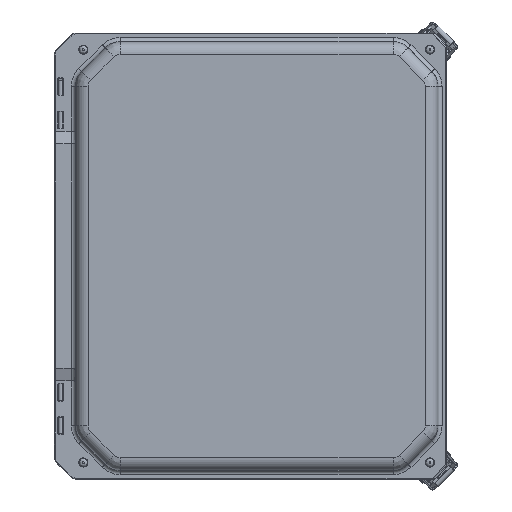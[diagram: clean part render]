
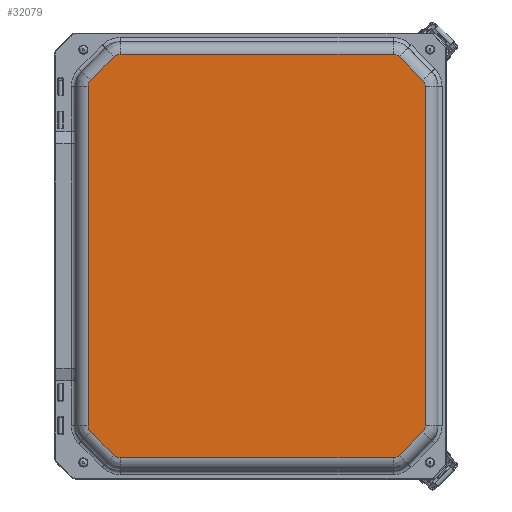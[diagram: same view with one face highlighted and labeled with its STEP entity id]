
A CAD part, top view. The second image highlights one B-rep face of the part: STEP entity #32079.
In plain terms, the highlighted planar face has unit normal (0, 0, 1).
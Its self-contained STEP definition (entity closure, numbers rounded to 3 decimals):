
#4277=LINE($,#71462,#6383);
#4280=LINE($,#71469,#6386);
#4281=LINE($,#71498,#6387);
#4282=LINE($,#71502,#6388);
#4283=LINE($,#71532,#6389);
#4285=LINE($,#71538,#6391);
#4286=LINE($,#71567,#6392);
#4287=LINE($,#71571,#6393);
#6383=VECTOR($,#44828,8.235);
#6386=VECTOR($,#44835,1.013);
#6387=VECTOR($,#44850,1.013);
#6388=VECTOR($,#44855,10.237);
#6389=VECTOR($,#44870,10.237);
#6391=VECTOR($,#44876,1.013);
#6392=VECTOR($,#44891,1.013);
#6393=VECTOR($,#44896,8.235);
#7161=PLANE($,#35783);
#9200=FACE_OUTER_BOUND($,#11310,.T.);
#11310=EDGE_LOOP($,(#28891,#28892,#28893,#28894,#28895,#28896,#28897,#28898,
#28899,#28900,#28901,#28902,#28903,#28904,#28905,#28906));
#12963=CIRCLE($,#35746,0.254);
#12969=CIRCLE($,#35754,0.254);
#12972=CIRCLE($,#35757,0.254);
#12976=CIRCLE($,#35763,0.254);
#12979=CIRCLE($,#35766,0.254);
#12983=CIRCLE($,#35772,0.254);
#12986=CIRCLE($,#35775,0.254);
#12989=CIRCLE($,#35780,0.254);
#15577=VERTEX_POINT($,#71452);
#15578=VERTEX_POINT($,#71454);
#15580=VERTEX_POINT($,#71460);
#15581=VERTEX_POINT($,#71465);
#15583=VERTEX_POINT($,#71479);
#15584=VERTEX_POINT($,#71491);
#15585=VERTEX_POINT($,#71496);
#15586=VERTEX_POINT($,#71500);
#15587=VERTEX_POINT($,#71512);
#15588=VERTEX_POINT($,#71524);
#15590=VERTEX_POINT($,#71530);
#15591=VERTEX_POINT($,#71534);
#15593=VERTEX_POINT($,#71548);
#15594=VERTEX_POINT($,#71560);
#15595=VERTEX_POINT($,#71565);
#15596=VERTEX_POINT($,#71569);
#20079=EDGE_CURVE($,#15577,#15578,#12963,.T.);
#20083=EDGE_CURVE($,#15580,#15577,#4277,.T.);
#20087=EDGE_CURVE($,#15578,#15581,#4280,.T.);
#20089=EDGE_CURVE($,#15583,#15580,#12969,.T.);
#20092=EDGE_CURVE($,#15581,#15584,#12972,.T.);
#20094=EDGE_CURVE($,#15585,#15583,#4281,.T.);
#20096=EDGE_CURVE($,#15584,#15586,#4282,.T.);
#20098=EDGE_CURVE($,#15587,#15585,#12976,.T.);
#20101=EDGE_CURVE($,#15586,#15588,#12979,.T.);
#20103=EDGE_CURVE($,#15590,#15587,#4283,.T.);
#20106=EDGE_CURVE($,#15588,#15591,#4285,.T.);
#20108=EDGE_CURVE($,#15593,#15590,#12983,.T.);
#20111=EDGE_CURVE($,#15591,#15594,#12986,.T.);
#20113=EDGE_CURVE($,#15595,#15593,#4286,.T.);
#20115=EDGE_CURVE($,#15594,#15596,#4287,.T.);
#20116=EDGE_CURVE($,#15596,#15595,#12989,.T.);
#28891=ORIENTED_EDGE($,*,*,#20079,.F.);
#28892=ORIENTED_EDGE($,*,*,#20083,.F.);
#28893=ORIENTED_EDGE($,*,*,#20089,.F.);
#28894=ORIENTED_EDGE($,*,*,#20094,.F.);
#28895=ORIENTED_EDGE($,*,*,#20098,.F.);
#28896=ORIENTED_EDGE($,*,*,#20103,.F.);
#28897=ORIENTED_EDGE($,*,*,#20108,.F.);
#28898=ORIENTED_EDGE($,*,*,#20113,.F.);
#28899=ORIENTED_EDGE($,*,*,#20116,.F.);
#28900=ORIENTED_EDGE($,*,*,#20115,.F.);
#28901=ORIENTED_EDGE($,*,*,#20111,.F.);
#28902=ORIENTED_EDGE($,*,*,#20106,.F.);
#28903=ORIENTED_EDGE($,*,*,#20101,.F.);
#28904=ORIENTED_EDGE($,*,*,#20096,.F.);
#28905=ORIENTED_EDGE($,*,*,#20092,.F.);
#28906=ORIENTED_EDGE($,*,*,#20087,.F.);
#32079=ADVANCED_FACE($,(#9200),#7161,.T.);
#35746=AXIS2_PLACEMENT_3D($,#71455,#44818,#44819);
#35754=AXIS2_PLACEMENT_3D($,#71481,#44838,#44839);
#35757=AXIS2_PLACEMENT_3D($,#71494,#44844,#44845);
#35763=AXIS2_PLACEMENT_3D($,#71514,#44858,#44859);
#35766=AXIS2_PLACEMENT_3D($,#71528,#44864,#44865);
#35772=AXIS2_PLACEMENT_3D($,#71550,#44879,#44880);
#35775=AXIS2_PLACEMENT_3D($,#71563,#44885,#44886);
#35780=AXIS2_PLACEMENT_3D($,#71581,#44897,#44898);
#35783=AXIS2_PLACEMENT_3D($,#71586,#44905,#44906);
#44818=DIRECTION('center_axis',(0.,0.,-1.));
#44819=DIRECTION('ref_axis',(-0.383,-0.924,0.));
#44828=DIRECTION($,(-1.,0.,0.));
#44835=DIRECTION($,(-0.707,0.707,0.));
#44838=DIRECTION('center_axis',(0.,0.,-1.));
#44839=DIRECTION('ref_axis',(0.383,-0.924,0.));
#44844=DIRECTION('center_axis',(0.,0.,-1.));
#44845=DIRECTION('ref_axis',(-0.924,-0.383,0.));
#44850=DIRECTION($,(-0.707,-0.707,0.));
#44855=DIRECTION($,(0.,1.,0.));
#44858=DIRECTION('center_axis',(0.,0.,-1.));
#44859=DIRECTION('ref_axis',(0.924,-0.383,0.));
#44864=DIRECTION('center_axis',(0.,0.,-1.));
#44865=DIRECTION('ref_axis',(-0.924,0.383,0.));
#44870=DIRECTION($,(0.,-1.,0.));
#44876=DIRECTION($,(0.707,0.707,0.));
#44879=DIRECTION('center_axis',(0.,0.,-1.));
#44880=DIRECTION('ref_axis',(0.924,0.383,0.));
#44885=DIRECTION('center_axis',(0.,0.,-1.));
#44886=DIRECTION('ref_axis',(-0.383,0.924,0.));
#44891=DIRECTION($,(0.707,-0.707,0.));
#44896=DIRECTION($,(1.,0.,0.));
#44897=DIRECTION('center_axis',(0.,0.,-1.));
#44898=DIRECTION('ref_axis',(0.383,0.924,0.));
#44905=DIRECTION('center_axis',(0.,0.,1.));
#44906=DIRECTION('ref_axis',(1.,0.,0.));
#71452=CARTESIAN_POINT('',(-3.929,-6.089,1.));
#71454=CARTESIAN_POINT('',(-4.109,-6.015,1.));
#71455=CARTESIAN_POINT('Origin',(-3.929,-5.835,1.));
#71460=CARTESIAN_POINT('',(4.306,-6.089,1.));
#71462=CARTESIAN_POINT($,(4.306,-6.089,1.));
#71465=CARTESIAN_POINT('',(-4.825,-5.298,1.));
#71469=CARTESIAN_POINT($,(-4.109,-6.015,1.));
#71479=CARTESIAN_POINT('',(4.486,-6.015,1.));
#71481=CARTESIAN_POINT('Origin',(4.306,-5.835,1.));
#71491=CARTESIAN_POINT('',(-4.899,-5.119,1.));
#71494=CARTESIAN_POINT('Origin',(-4.645,-5.119,1.));
#71496=CARTESIAN_POINT('',(5.202,-5.298,1.));
#71498=CARTESIAN_POINT($,(5.202,-5.298,1.));
#71500=CARTESIAN_POINT('',(-4.899,5.119,1.));
#71502=CARTESIAN_POINT($,(-4.899,-5.119,1.));
#71512=CARTESIAN_POINT('',(5.276,-5.119,1.));
#71514=CARTESIAN_POINT('Origin',(5.023,-5.119,1.));
#71524=CARTESIAN_POINT('',(-4.825,5.298,1.));
#71528=CARTESIAN_POINT('Origin',(-4.645,5.119,1.));
#71530=CARTESIAN_POINT('',(5.276,5.119,1.));
#71532=CARTESIAN_POINT($,(5.276,5.119,1.));
#71534=CARTESIAN_POINT('',(-4.109,6.015,1.));
#71538=CARTESIAN_POINT($,(-4.825,5.298,1.));
#71548=CARTESIAN_POINT('',(5.202,5.298,1.));
#71550=CARTESIAN_POINT('Origin',(5.022,5.119,1.));
#71560=CARTESIAN_POINT('',(-3.929,6.089,1.));
#71563=CARTESIAN_POINT('Origin',(-3.929,5.835,1.));
#71565=CARTESIAN_POINT('',(4.486,6.015,1.));
#71567=CARTESIAN_POINT($,(4.486,6.015,1.));
#71569=CARTESIAN_POINT('',(4.306,6.089,1.));
#71571=CARTESIAN_POINT($,(-3.929,6.089,1.));
#71581=CARTESIAN_POINT('Origin',(4.306,5.835,1.));
#71586=CARTESIAN_POINT('Origin',(0.189,0.,1.));
